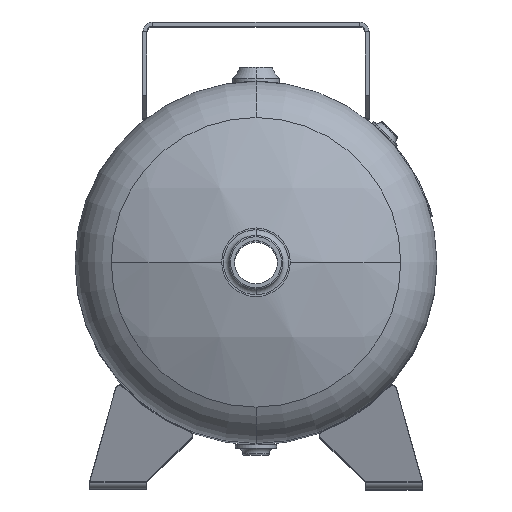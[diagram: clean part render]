
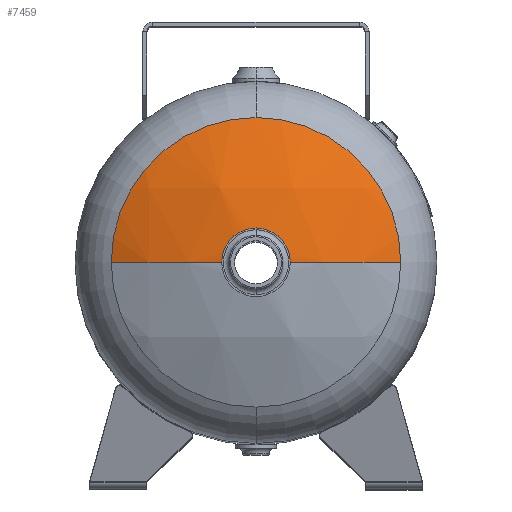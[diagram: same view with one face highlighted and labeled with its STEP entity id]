
A CAD part, top view. The second image highlights one B-rep face of the part: STEP entity #7459.
In plain terms, the highlighted spherical face has radius 365.76 mm.
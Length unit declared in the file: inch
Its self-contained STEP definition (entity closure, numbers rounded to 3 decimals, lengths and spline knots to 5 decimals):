
#1474 = CARTESIAN_POINT ( 'NONE',  ( 0., 0., 19.95075 ) ) ;
#1475 = DIRECTION ( 'NONE',  ( 0., 0., 1. ) ) ;
#1476 = DIRECTION ( 'NONE',  ( -1., 0., 0. ) ) ;
#1477 = CARTESIAN_POINT ( 'NONE',  ( 0., 0., 18.49961 ) ) ;
#1478 = DIRECTION ( 'NONE',  ( 0., 0., -1. ) ) ;
#1479 = DIRECTION ( 'NONE',  ( 0., 1., 0. ) ) ;
#2341 = CARTESIAN_POINT ( 'NONE',  ( 0., 0., 18.49961 ) ) ;
#2342 = DIRECTION ( 'NONE',  ( 0., 0., -1. ) ) ;
#2343 = DIRECTION ( 'NONE',  ( 0., 1., 0. ) ) ;
#3571 = CIRCLE ( 'NONE', #3576, 14.4 ) ;
#3576 = AXIS2_PLACEMENT_3D ( 'NONE', #10322, #10323, #10324 ) ;
#3578 = CIRCLE ( 'NONE', #3582, 14.4 ) ;
#3582 = AXIS2_PLACEMENT_3D ( 'NONE', #10735, #10736, #10737 ) ;
#4572 = EDGE_LOOP ( 'NONE', ( #7317, #7318, #7319, #7320, #7321 ) ) ;
#5177 = VERTEX_POINT ( 'NONE', #9135 ) ;
#5181 = VERTEX_POINT ( 'NONE', #9138 ) ;
#5184 = VERTEX_POINT ( 'NONE', #9134 ) ;
#5186 = VERTEX_POINT ( 'NONE', #9141 ) ;
#6983 = VERTEX_POINT ( 'NONE', #9226 ) ;
#7317 = ORIENTED_EDGE ( 'NONE', *, *, #7793, .F. ) ;
#7318 = ORIENTED_EDGE ( 'NONE', *, *, #7620, .F. ) ;
#7319 = ORIENTED_EDGE ( 'NONE', *, *, #7805, .T. ) ;
#7320 = ORIENTED_EDGE ( 'NONE', *, *, #7635, .F. ) ;
#7321 = ORIENTED_EDGE ( 'NONE', *, *, #7621, .F. ) ;
#7459 = ADVANCED_FACE ( 'NONE', ( #9367 ), #9369, .T. ) ;
#7620 = EDGE_CURVE ( 'NONE', #5181, #5177, #11327, .T. ) ;
#7621 = EDGE_CURVE ( 'NONE', #5186, #6983, #11321, .T. ) ;
#7635 = EDGE_CURVE ( 'NONE', #6983, #5184, #9016, .T. ) ;
#7793 = EDGE_CURVE ( 'NONE', #5177, #5186, #3571, .T. ) ;
#7805 = EDGE_CURVE ( 'NONE', #5181, #5184, #3578, .T. ) ;
#9016 = CIRCLE ( 'NONE', #9026, 6.4 ) ;
#9026 = AXIS2_PLACEMENT_3D ( 'NONE', #2341, #2342, #2343 ) ;
#9042 = AXIS2_PLACEMENT_3D ( 'NONE', #9362, #9372, #9373 ) ;
#9134 = CARTESIAN_POINT ( 'NONE',  ( 6.4, 0., 18.49961 ) ) ;
#9135 = CARTESIAN_POINT ( 'NONE',  ( -1.19, 0., 19.95075 ) ) ;
#9138 = CARTESIAN_POINT ( 'NONE',  ( 1.19, 0., 19.95075 ) ) ;
#9141 = CARTESIAN_POINT ( 'NONE',  ( -6.4, 0., 18.49961 ) ) ;
#9226 = CARTESIAN_POINT ( 'NONE',  ( 0., 6.4, 18.49961 ) ) ;
#9362 = CARTESIAN_POINT ( 'NONE',  ( 0., 0., 5.6 ) ) ;
#9367 = FACE_OUTER_BOUND ( 'NONE', #4572, .T. ) ;
#9369 = SPHERICAL_SURFACE ( 'NONE', #9042, 14.4 ) ;
#9372 = DIRECTION ( 'NONE',  ( 0., -1., 0. ) ) ;
#9373 = DIRECTION ( 'NONE',  ( 1., 0., 0. ) ) ;
#10322 = CARTESIAN_POINT ( 'NONE',  ( 0., 0., 5.6 ) ) ;
#10323 = DIRECTION ( 'NONE',  ( 0., -1., 0. ) ) ;
#10324 = DIRECTION ( 'NONE',  ( 1., 0., 0. ) ) ;
#10735 = CARTESIAN_POINT ( 'NONE',  ( 0., 0., 5.6 ) ) ;
#10736 = DIRECTION ( 'NONE',  ( 0., 1., 0. ) ) ;
#10737 = DIRECTION ( 'NONE',  ( 0., 0., 1. ) ) ;
#11321 = CIRCLE ( 'NONE', #11332, 6.4 ) ;
#11327 = CIRCLE ( 'NONE', #11330, 1.19 ) ;
#11330 = AXIS2_PLACEMENT_3D ( 'NONE', #1474, #1475, #1476 ) ;
#11332 = AXIS2_PLACEMENT_3D ( 'NONE', #1477, #1478, #1479 ) ;
